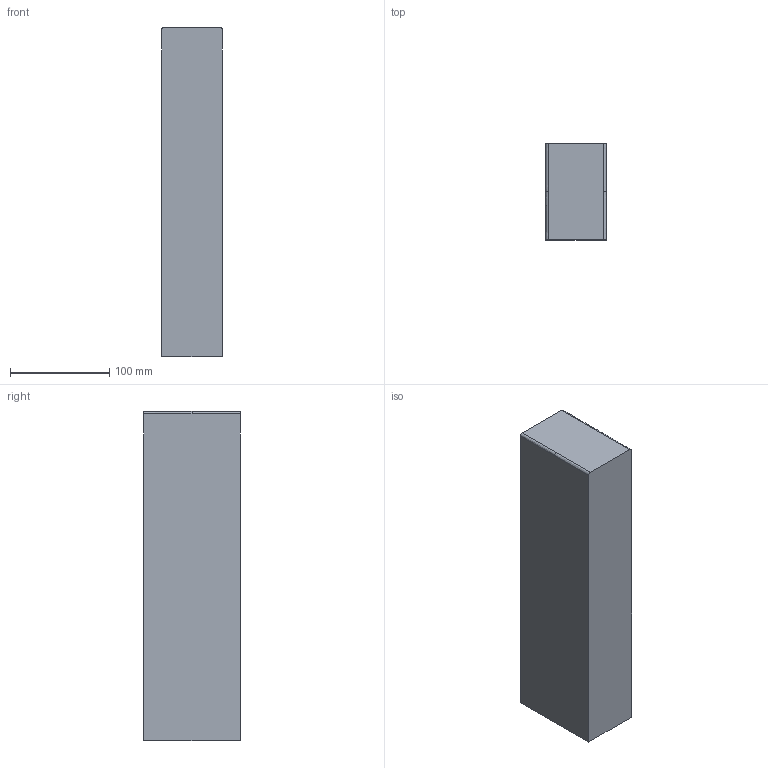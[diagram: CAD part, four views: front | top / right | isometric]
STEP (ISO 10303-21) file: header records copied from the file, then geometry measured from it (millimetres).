
FILE_DESCRIPTION(('CATIA V5 STEP Exchange'),'2;1');
FILE_NAME('Axis2_inlay.stp','2024-08-04T13:33:16+00:00',('none'),('none'),'CATIA Version 5 Release 21 GA (IN-10)','CATIA V5 STEP AP203','none');
FILE_SCHEMA(('CONFIG_CONTROL_DESIGN'));
Length unit declared in the file: millimetre
Products named in the file (1): GREPC1BDNVPG_2
Bounding box: 61 x 97 x 331 mm (x, y, z)
Volume: 1958266.8 mm3; surface area: 116216.5 mm2
Topology: 1 solids, 1 shells, 10 faces, 24 edges, 16 vertices
Faces by surface type: plane 6, extrusion 4
Entity records: 440 total; most frequent: CARTESIAN_POINT 173, ORIENTED_EDGE 48, DIRECTION 34, EDGE_CURVE 24, VECTOR 22, LINE 18, VERTEX_POINT 16, ADVANCED_FACE 10
